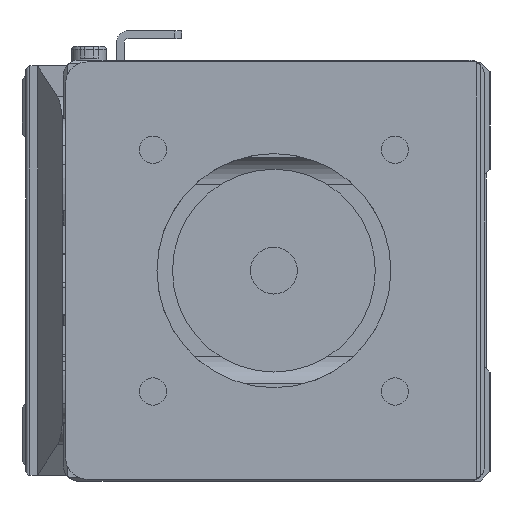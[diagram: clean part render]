
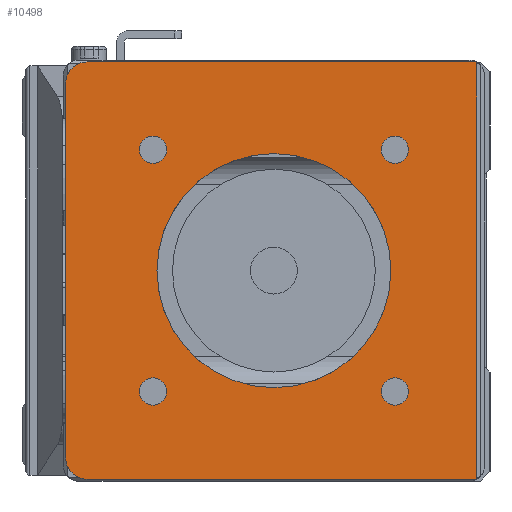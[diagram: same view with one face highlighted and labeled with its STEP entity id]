
A CAD part, left-side view. The second image highlights one B-rep face of the part: STEP entity #10498.
In plain terms, the highlighted planar face has unit normal (-1, 0, 0).
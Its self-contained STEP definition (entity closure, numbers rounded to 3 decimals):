
#752=LINE('',#16576,#1730);
#756=LINE('',#16585,#1734);
#759=LINE('',#16594,#1737);
#762=LINE('',#16598,#1740);
#1730=VECTOR('',#13426,1000.);
#1734=VECTOR('',#13432,1000.);
#1737=VECTOR('',#13443,1000.);
#1740=VECTOR('',#13448,1000.);
#2465=PLANE('',#11434);
#3917=ORIENTED_EDGE('',*,*,#6187,.T.);
#3918=ORIENTED_EDGE('',*,*,#6188,.T.);
#3919=ORIENTED_EDGE('',*,*,#6189,.T.);
#3920=ORIENTED_EDGE('',*,*,#6190,.T.);
#3921=ORIENTED_EDGE('',*,*,#6191,.F.);
#3922=ORIENTED_EDGE('',*,*,#6170,.F.);
#3923=ORIENTED_EDGE('',*,*,#6182,.F.);
#3924=ORIENTED_EDGE('',*,*,#6180,.F.);
#3925=ORIENTED_EDGE('',*,*,#6177,.F.);
#3926=ORIENTED_EDGE('',*,*,#6185,.F.);
#3927=ORIENTED_EDGE('',*,*,#6173,.F.);
#6170=EDGE_CURVE('',#7443,#7440,#8183,.T.);
#6173=EDGE_CURVE('',#7440,#7444,#752,.T.);
#6177=EDGE_CURVE('',#7449,#7446,#756,.T.);
#6180=EDGE_CURVE('',#7446,#7450,#8185,.T.);
#6182=EDGE_CURVE('',#7450,#7443,#759,.T.);
#6185=EDGE_CURVE('',#7444,#7449,#762,.T.);
#6187=EDGE_CURVE('',#7452,#7452,#8186,.T.);
#6188=EDGE_CURVE('',#7453,#7453,#8187,.T.);
#6189=EDGE_CURVE('',#7454,#7454,#8188,.T.);
#6190=EDGE_CURVE('',#7455,#7455,#8189,.T.);
#6191=EDGE_CURVE('',#7456,#7456,#8190,.F.);
#7440=VERTEX_POINT('',#16564);
#7443=VERTEX_POINT('',#16569);
#7444=VERTEX_POINT('',#16573);
#7446=VERTEX_POINT('',#16579);
#7449=VERTEX_POINT('',#16584);
#7450=VERTEX_POINT('',#16588);
#7452=VERTEX_POINT('',#16602);
#7453=VERTEX_POINT('',#16604);
#7454=VERTEX_POINT('',#16606);
#7455=VERTEX_POINT('',#16608);
#7456=VERTEX_POINT('',#16610);
#8183=CIRCLE('',#11426,2.75);
#8185=CIRCLE('',#11431,2.75);
#8186=CIRCLE('',#11435,1.75);
#8187=CIRCLE('',#11436,1.75);
#8188=CIRCLE('',#11437,1.75);
#8189=CIRCLE('',#11438,1.75);
#8190=CIRCLE('',#11439,15.);
#8836=EDGE_LOOP('',(#3917));
#8837=EDGE_LOOP('',(#3918));
#8838=EDGE_LOOP('',(#3919));
#8839=EDGE_LOOP('',(#3920));
#8840=EDGE_LOOP('',(#3921));
#8841=EDGE_LOOP('',(#3922,#3923,#3924,#3925,#3926,#3927));
#9726=FACE_BOUND('',#8836,.T.);
#9727=FACE_BOUND('',#8837,.T.);
#9728=FACE_BOUND('',#8838,.T.);
#9729=FACE_BOUND('',#8839,.T.);
#9730=FACE_BOUND('',#8840,.T.);
#9731=FACE_BOUND('',#8841,.T.);
#10498=ADVANCED_FACE('',(#9726,#9727,#9728,#9729,#9730,#9731),#2465,.F.);
#11426=AXIS2_PLACEMENT_3D('',#16570,#13420,#13421);
#11431=AXIS2_PLACEMENT_3D('',#16591,#13438,#13439);
#11434=AXIS2_PLACEMENT_3D('',#16600,#13450,#13451);
#11435=AXIS2_PLACEMENT_3D('',#16601,#13452,#13453);
#11436=AXIS2_PLACEMENT_3D('',#16603,#13454,#13455);
#11437=AXIS2_PLACEMENT_3D('',#16605,#13456,#13457);
#11438=AXIS2_PLACEMENT_3D('',#16607,#13458,#13459);
#11439=AXIS2_PLACEMENT_3D('',#16609,#13460,#13461);
#13420=DIRECTION('',(1.,0.,0.));
#13421=DIRECTION('',(0.,0.,-1.));
#13426=DIRECTION('',(0.,-1.,0.));
#13432=DIRECTION('',(0.,1.,0.));
#13438=DIRECTION('',(1.,0.,0.));
#13439=DIRECTION('',(0.,0.,-1.));
#13443=DIRECTION('',(0.,0.,1.));
#13448=DIRECTION('',(0.,0.,-1.));
#13450=DIRECTION('',(1.,0.,0.));
#13451=DIRECTION('',(0.,0.,-1.));
#13452=DIRECTION('',(1.,0.,0.));
#13453=DIRECTION('',(0.,0.,-1.));
#13454=DIRECTION('',(1.,0.,0.));
#13455=DIRECTION('',(0.,0.,-1.));
#13456=DIRECTION('',(1.,0.,0.));
#13457=DIRECTION('',(0.,0.,-1.));
#13458=DIRECTION('',(1.,0.,0.));
#13459=DIRECTION('',(0.,0.,-1.));
#13460=DIRECTION('',(1.,0.,0.));
#13461=DIRECTION('',(0.,0.,-1.));
#16564=CARTESIAN_POINT('',(-66.5,51.65,26.75));
#16569=CARTESIAN_POINT('',(-66.5,54.4,24.));
#16570=CARTESIAN_POINT('',(-66.5,51.65,24.));
#16573=CARTESIAN_POINT('',(-66.5,1.7,26.75));
#16576=CARTESIAN_POINT('',(-66.5,51.65,26.75));
#16579=CARTESIAN_POINT('',(-66.5,51.65,-26.75));
#16584=CARTESIAN_POINT('',(-66.5,1.7,-26.75));
#16585=CARTESIAN_POINT('',(-66.5,1.7,-26.75));
#16588=CARTESIAN_POINT('',(-66.5,54.4,-24.));
#16591=CARTESIAN_POINT('',(-66.5,51.65,-24.));
#16594=CARTESIAN_POINT('',(-66.5,54.4,-24.));
#16598=CARTESIAN_POINT('',(-66.5,1.7,26.75));
#16600=CARTESIAN_POINT('',(-66.5,51.65,24.));
#16601=CARTESIAN_POINT('',(-66.5,43.2,-15.5));
#16602=CARTESIAN_POINT('',(-66.5,43.2,-17.25));
#16603=CARTESIAN_POINT('',(-66.5,12.2,15.5));
#16604=CARTESIAN_POINT('',(-66.5,12.2,13.75));
#16605=CARTESIAN_POINT('',(-66.5,12.2,-15.5));
#16606=CARTESIAN_POINT('',(-66.5,12.2,-17.25));
#16607=CARTESIAN_POINT('',(-66.5,43.2,15.5));
#16608=CARTESIAN_POINT('',(-66.5,43.2,13.75));
#16609=CARTESIAN_POINT('',(-66.5,27.7,0.));
#16610=CARTESIAN_POINT('',(-66.5,27.7,-15.));
